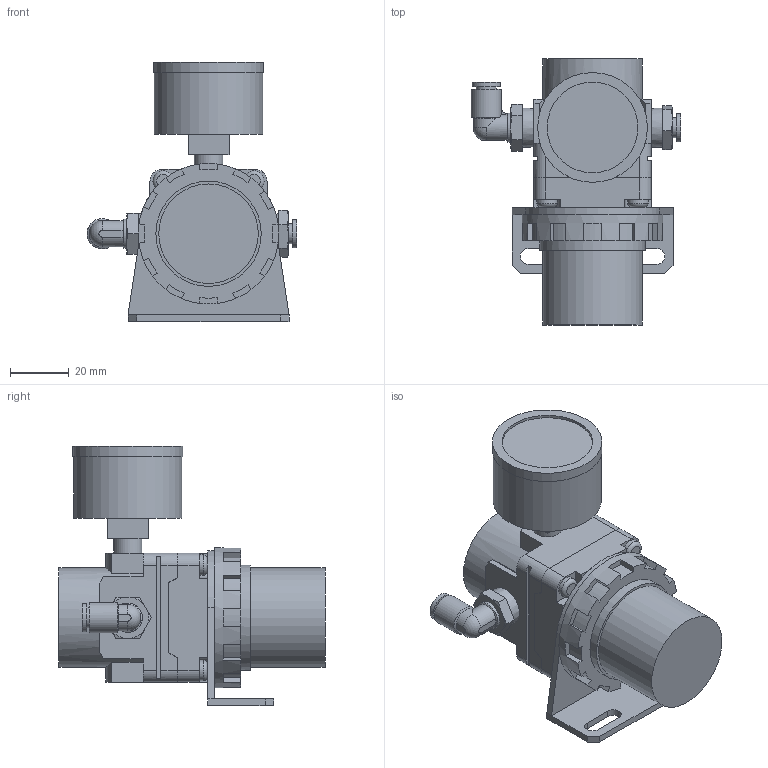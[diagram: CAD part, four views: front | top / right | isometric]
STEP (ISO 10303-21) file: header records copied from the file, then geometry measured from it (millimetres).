
FILE_DESCRIPTION(/* description */ (''),/* implementation_level */ '2;1');
FILE_NAME(/* name */ 'AR20-02BG-1-A(0).stp',/* time_stamp */ '2023-06-24T13:27:22+07:00',/* author */ ('PT'),/* organization */ (''),/* preprocessor_version */ 'ST-DEVELOPER v18.1',/* originating_system */ 'Autodesk Inventor 2021',/* authorisation */ '');
FILE_SCHEMA (('AUTOMOTIVE_DESIGN { 1 0 10303 214 3 1 1 }'));
Length unit declared in the file: millimetre
Products named in the file (8): AR20-02BG-1-A(0); AR20-02BG-1-A(0)_1; AR20-02BG-1-A(0)_1_1; AR20-02BG-1-A(0)_2; AR20-02BG-1-A(0)_3; AR20-02BG-1-A(0)_4; KQ2H06-02NS; KQ2L06-02NS
Assembly tree (7 placements, depth 2):
  AR20-02BG-1-A(0)
    AR20-02BG-1-A(0)_1
    AR20-02BG-1-A(0)_1_1
    AR20-02BG-1-A(0)_2
    AR20-02BG-1-A(0)_3
    AR20-02BG-1-A(0)_4
    KQ2H06-02NS
    KQ2L06-02NS
Bounding box: 71.69 x 90.9 x 88.5 mm (x, y, z)
Volume: 148865.4 mm3; surface area: 39576.2 mm2
Topology: 7 solids, 7 shells, 293 faces, 745 edges, 490 vertices
Faces by surface type: plane 189, cylinder 73, cone 26, torus 4, sphere 1
Full cylindrical faces by diameter (mm): 6 x2, 6.8 x2, 7 x4, 8.566 x1, 8.6 x1, 9.7 x2, 9.728 x1, 10 x1, 10.38 x1, 11.445 x2, 31 x1, 34 x2, 34.917 x1, 36 x1, 37 x1, 37.5 x1, 48 x1
Entity records: 9309 total; most frequent: CARTESIAN_POINT 1643, DIRECTION 1554, ORIENTED_EDGE 1484, EDGE_CURVE 742, AXIS2_PLACEMENT_3D 539, VERTEX_POINT 490, LINE 476, VECTOR 476
